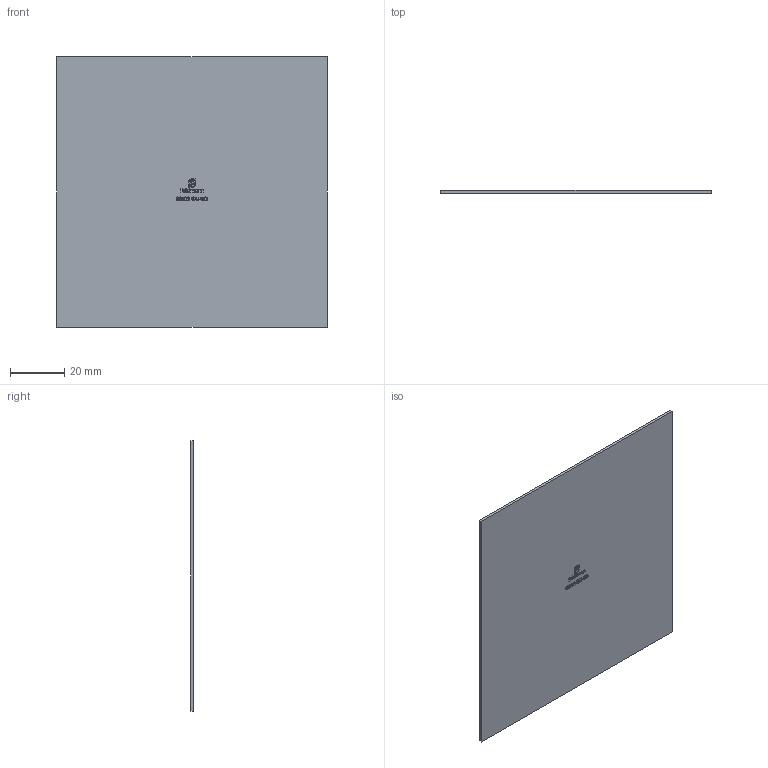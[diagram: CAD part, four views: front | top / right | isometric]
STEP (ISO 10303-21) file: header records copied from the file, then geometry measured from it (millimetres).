
FILE_DESCRIPTION (( 'STEP AP203' ), '1' );
FILE_NAME ('80502-GU-UG.step', '2022-07-11T06:35:06', ( '' ), ( '' ), 'SwSTEP 2.0', 'SolidWorks 2018', '' );
FILE_SCHEMA (( 'CONFIG_CONTROL_DESIGN' ));
Length unit declared in the file: millimetre
Products named in the file (1): 80502-GU-UG
Bounding box: 100 x 1 x 100 mm (x, y, z)
Volume: 9999 mm3; surface area: 20413.9 mm2
Topology: 1 solids, 1 shells, 298 faces, 807 edges, 538 vertices
Faces by surface type: plane 149, bspline 149
Entity records: 17178 total; most frequent: CARTESIAN_POINT 10617, ORIENTED_EDGE 1614, DIRECTION 809, EDGE_CURVE 807, VERTEX_POINT 538, LINE 509, VECTOR 509, EDGE_LOOP 325
